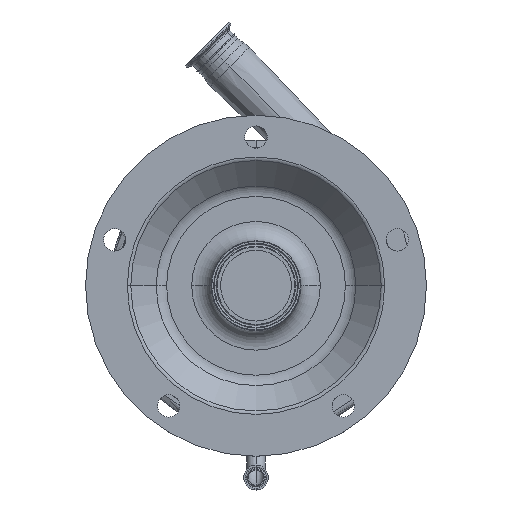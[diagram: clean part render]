
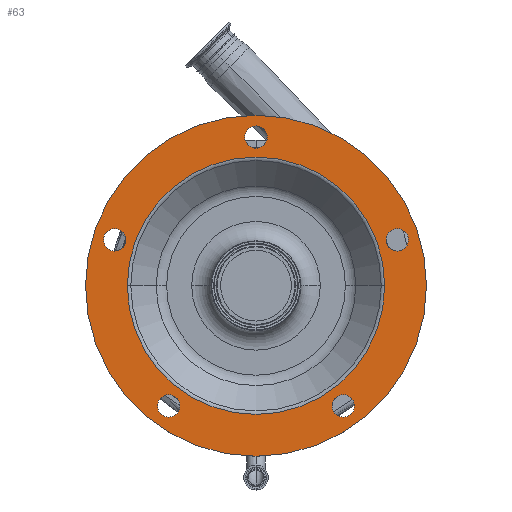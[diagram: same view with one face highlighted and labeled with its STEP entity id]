
A CAD part, top view. The second image highlights one B-rep face of the part: STEP entity #63.
In plain terms, the highlighted planar face has unit normal (0, 0, 1).
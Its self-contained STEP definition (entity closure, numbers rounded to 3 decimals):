
#63 = ADVANCED_FACE ( 'NONE', ( #11361, #950, #5047, #11105, #8146, #2036, #4032 ), #2866, .F. ) ;
#100 = DIRECTION ( 'NONE',  ( 0., 0., 1. ) ) ;
#146 = CARTESIAN_POINT ( 'NONE',  ( 145.036, 47.125, 266.5 ) ) ;
#228 = CARTESIAN_POINT ( 'NONE',  ( 132.071, 0., 266.5 ) ) ;
#229 = CARTESIAN_POINT ( 'NONE',  ( 0., 152.5, 266.5 ) ) ;
#241 = ORIENTED_EDGE ( 'NONE', *, *, #6713, .F. ) ;
#314 = ORIENTED_EDGE ( 'NONE', *, *, #12434, .T. ) ;
#382 = CARTESIAN_POINT ( 'NONE',  ( 175., 0., 266.5 ) ) ;
#485 = EDGE_LOOP ( 'NONE', ( #4380, #9527 ) ) ;
#564 = CARTESIAN_POINT ( 'NONE',  ( 101.137, -123.375, 266.5 ) ) ;
#576 = AXIS2_PLACEMENT_3D ( 'NONE', #6320, #8663, #3221 ) ;
#698 = ORIENTED_EDGE ( 'NONE', *, *, #9550, .F. ) ;
#747 = CIRCLE ( 'NONE', #6604, 175. ) ;
#861 = DIRECTION ( 'NONE',  ( -1., 0., 0. ) ) ;
#877 = DIRECTION ( 'NONE',  ( 0., 0., -1. ) ) ;
#950 = FACE_BOUND ( 'NONE', #7989, .T. ) ;
#990 = ORIENTED_EDGE ( 'NONE', *, *, #1413, .F. ) ;
#1006 = VERTEX_POINT ( 'NONE', #382 ) ;
#1021 = ORIENTED_EDGE ( 'NONE', *, *, #8825, .F. ) ;
#1183 = VERTEX_POINT ( 'NONE', #4401 ) ;
#1343 = CARTESIAN_POINT ( 'NONE',  ( 156.536, 47.125, 266.5 ) ) ;
#1413 = EDGE_CURVE ( 'NONE', #9264, #1183, #5721, .T. ) ;
#1527 = AXIS2_PLACEMENT_3D ( 'NONE', #3062, #11209, #1930 ) ;
#1574 = CARTESIAN_POINT ( 'NONE',  ( -89.637, -123.375, 266.5 ) ) ;
#1578 = DIRECTION ( 'NONE',  ( 0., 0., 1. ) ) ;
#1632 = VERTEX_POINT ( 'NONE', #12825 ) ;
#1878 = CARTESIAN_POINT ( 'NONE',  ( 0., 0., 266.5 ) ) ;
#1930 = DIRECTION ( 'NONE',  ( -1., 0., 0. ) ) ;
#1962 = EDGE_CURVE ( 'NONE', #1183, #9264, #12840, .T. ) ;
#2036 = FACE_OUTER_BOUND ( 'NONE', #3203, .T. ) ;
#2087 = DIRECTION ( 'NONE',  ( 0., 0., -1. ) ) ;
#2227 = DIRECTION ( 'NONE',  ( 0., 0., 1. ) ) ;
#2379 = EDGE_CURVE ( 'NONE', #13262, #11693, #7089, .T. ) ;
#2390 = AXIS2_PLACEMENT_3D ( 'NONE', #10099, #877, #3085 ) ;
#2550 = DIRECTION ( 'NONE',  ( 1., 0., 0. ) ) ;
#2561 = EDGE_CURVE ( 'NONE', #3730, #1632, #2765, .T. ) ;
#2752 = DIRECTION ( 'NONE',  ( 0., 0., 1. ) ) ;
#2765 = CIRCLE ( 'NONE', #10324, 11.5 ) ;
#2777 = ORIENTED_EDGE ( 'NONE', *, *, #2379, .F. ) ;
#2783 = AXIS2_PLACEMENT_3D ( 'NONE', #5838, #4977, #9142 ) ;
#2866 = PLANE ( 'NONE',  #2390 ) ;
#2991 = EDGE_CURVE ( 'NONE', #11693, #13262, #13261, .T. ) ;
#3010 = CARTESIAN_POINT ( 'NONE',  ( 89.637, -123.375, 266.5 ) ) ;
#3062 = CARTESIAN_POINT ( 'NONE',  ( 0., 0., 266.5 ) ) ;
#3085 = DIRECTION ( 'NONE',  ( -1., 0., 0. ) ) ;
#3203 = EDGE_LOOP ( 'NONE', ( #11621, #241 ) ) ;
#3213 = EDGE_LOOP ( 'NONE', ( #314, #3406 ) ) ;
#3221 = DIRECTION ( 'NONE',  ( 1., 0., 0. ) ) ;
#3245 = EDGE_CURVE ( 'NONE', #9388, #1006, #747, .T. ) ;
#3406 = ORIENTED_EDGE ( 'NONE', *, *, #9969, .T. ) ;
#3509 = EDGE_LOOP ( 'NONE', ( #10475, #9476 ) ) ;
#3567 = CIRCLE ( 'NONE', #10466, 11.5 ) ;
#3730 = VERTEX_POINT ( 'NONE', #564 ) ;
#3731 = CARTESIAN_POINT ( 'NONE',  ( -11.5, 152.5, 266.5 ) ) ;
#3974 = AXIS2_PLACEMENT_3D ( 'NONE', #3010, #9213, #11099 ) ;
#4032 = FACE_BOUND ( 'NONE', #6215, .T. ) ;
#4115 = ORIENTED_EDGE ( 'NONE', *, *, #2991, .F. ) ;
#4380 = ORIENTED_EDGE ( 'NONE', *, *, #2561, .F. ) ;
#4401 = CARTESIAN_POINT ( 'NONE',  ( -101.137, -123.375, 266.5 ) ) ;
#4563 = CARTESIAN_POINT ( 'NONE',  ( -132.071, 0., 266.5 ) ) ;
#4666 = VERTEX_POINT ( 'NONE', #7144 ) ;
#4977 = DIRECTION ( 'NONE',  ( 0., 0., -1. ) ) ;
#5013 = CARTESIAN_POINT ( 'NONE',  ( -133.536, 47.125, 266.5 ) ) ;
#5047 = FACE_BOUND ( 'NONE', #485, .T. ) ;
#5199 = VERTEX_POINT ( 'NONE', #228 ) ;
#5405 = CARTESIAN_POINT ( 'NONE',  ( -145.036, 47.125, 266.5 ) ) ;
#5721 = CIRCLE ( 'NONE', #12820, 11.5 ) ;
#5838 = CARTESIAN_POINT ( 'NONE',  ( 0., 0., 266.5 ) ) ;
#5862 = CIRCLE ( 'NONE', #10819, 11.5 ) ;
#6141 = DIRECTION ( 'NONE',  ( 0., 0., 1. ) ) ;
#6193 = DIRECTION ( 'NONE',  ( 1., 0., 0. ) ) ;
#6215 = EDGE_LOOP ( 'NONE', ( #2777, #4115 ) ) ;
#6320 = CARTESIAN_POINT ( 'NONE',  ( 0., 152.5, 266.5 ) ) ;
#6373 = DIRECTION ( 'NONE',  ( 1., 0., 0. ) ) ;
#6528 = EDGE_CURVE ( 'NONE', #12955, #10552, #7836, .T. ) ;
#6604 = AXIS2_PLACEMENT_3D ( 'NONE', #13246, #2087, #9068 ) ;
#6705 = ORIENTED_EDGE ( 'NONE', *, *, #1962, .F. ) ;
#6713 = EDGE_CURVE ( 'NONE', #1006, #9388, #12576, .T. ) ;
#7033 = DIRECTION ( 'NONE',  ( 0., 0., 1. ) ) ;
#7089 = CIRCLE ( 'NONE', #576, 11.5 ) ;
#7144 = CARTESIAN_POINT ( 'NONE',  ( 133.536, 47.125, 266.5 ) ) ;
#7201 = AXIS2_PLACEMENT_3D ( 'NONE', #1878, #10284, #861 ) ;
#7401 = CIRCLE ( 'NONE', #1527, 132.071 ) ;
#7504 = DIRECTION ( 'NONE',  ( 1., 0., 0. ) ) ;
#7560 = DIRECTION ( 'NONE',  ( 1., 0., 0. ) ) ;
#7753 = VERTEX_POINT ( 'NONE', #4563 ) ;
#7836 = CIRCLE ( 'NONE', #9759, 11.5 ) ;
#7989 = EDGE_LOOP ( 'NONE', ( #990, #6705 ) ) ;
#8084 = EDGE_LOOP ( 'NONE', ( #698, #1021 ) ) ;
#8146 = FACE_BOUND ( 'NONE', #3213, .T. ) ;
#8177 = DIRECTION ( 'NONE',  ( 1., 0., 0. ) ) ;
#8219 = DIRECTION ( 'NONE',  ( 1., 0., 0. ) ) ;
#8451 = VERTEX_POINT ( 'NONE', #1343 ) ;
#8663 = DIRECTION ( 'NONE',  ( 0., 0., 1. ) ) ;
#8825 = EDGE_CURVE ( 'NONE', #4666, #8451, #3567, .T. ) ;
#8962 = AXIS2_PLACEMENT_3D ( 'NONE', #1574, #2752, #12809 ) ;
#9068 = DIRECTION ( 'NONE',  ( -1., 0., 0. ) ) ;
#9142 = DIRECTION ( 'NONE',  ( -1., 0., 0. ) ) ;
#9213 = DIRECTION ( 'NONE',  ( 0., 0., 1. ) ) ;
#9264 = VERTEX_POINT ( 'NONE', #12493 ) ;
#9388 = VERTEX_POINT ( 'NONE', #10584 ) ;
#9476 = ORIENTED_EDGE ( 'NONE', *, *, #6528, .F. ) ;
#9527 = ORIENTED_EDGE ( 'NONE', *, *, #11339, .F. ) ;
#9550 = EDGE_CURVE ( 'NONE', #8451, #4666, #5862, .T. ) ;
#9759 = AXIS2_PLACEMENT_3D ( 'NONE', #10845, #11104, #6193 ) ;
#9969 = EDGE_CURVE ( 'NONE', #5199, #7753, #7401, .T. ) ;
#10099 = CARTESIAN_POINT ( 'NONE',  ( 0., 175., 266.5 ) ) ;
#10284 = DIRECTION ( 'NONE',  ( 0., 0., -1. ) ) ;
#10324 = AXIS2_PLACEMENT_3D ( 'NONE', #11478, #2227, #6373 ) ;
#10466 = AXIS2_PLACEMENT_3D ( 'NONE', #12345, #7033, #8177 ) ;
#10475 = ORIENTED_EDGE ( 'NONE', *, *, #12796, .F. ) ;
#10552 = VERTEX_POINT ( 'NONE', #5013 ) ;
#10584 = CARTESIAN_POINT ( 'NONE',  ( -175., 0., 266.5 ) ) ;
#10638 = CARTESIAN_POINT ( 'NONE',  ( 11.5, 152.5, 266.5 ) ) ;
#10819 = AXIS2_PLACEMENT_3D ( 'NONE', #146, #6141, #8219 ) ;
#10845 = CARTESIAN_POINT ( 'NONE',  ( -145.036, 47.125, 266.5 ) ) ;
#11099 = DIRECTION ( 'NONE',  ( 1., 0., 0. ) ) ;
#11104 = DIRECTION ( 'NONE',  ( 0., 0., 1. ) ) ;
#11105 = FACE_BOUND ( 'NONE', #8084, .T. ) ;
#11209 = DIRECTION ( 'NONE',  ( 0., 0., -1. ) ) ;
#11339 = EDGE_CURVE ( 'NONE', #1632, #3730, #12586, .T. ) ;
#11361 = FACE_BOUND ( 'NONE', #3509, .T. ) ;
#11478 = CARTESIAN_POINT ( 'NONE',  ( 89.637, -123.375, 266.5 ) ) ;
#11621 = ORIENTED_EDGE ( 'NONE', *, *, #3245, .F. ) ;
#11693 = VERTEX_POINT ( 'NONE', #3731 ) ;
#11793 = CARTESIAN_POINT ( 'NONE',  ( -89.637, -123.375, 266.5 ) ) ;
#12056 = CIRCLE ( 'NONE', #12266, 11.5 ) ;
#12192 = CARTESIAN_POINT ( 'NONE',  ( -156.536, 47.125, 266.5 ) ) ;
#12266 = AXIS2_PLACEMENT_3D ( 'NONE', #5405, #12545, #7560 ) ;
#12345 = CARTESIAN_POINT ( 'NONE',  ( 145.036, 47.125, 266.5 ) ) ;
#12434 = EDGE_CURVE ( 'NONE', #7753, #5199, #13333, .T. ) ;
#12493 = CARTESIAN_POINT ( 'NONE',  ( -78.137, -123.375, 266.5 ) ) ;
#12545 = DIRECTION ( 'NONE',  ( 0., 0., 1. ) ) ;
#12576 = CIRCLE ( 'NONE', #7201, 175. ) ;
#12586 = CIRCLE ( 'NONE', #3974, 11.5 ) ;
#12796 = EDGE_CURVE ( 'NONE', #10552, #12955, #12056, .T. ) ;
#12809 = DIRECTION ( 'NONE',  ( 1., 0., 0. ) ) ;
#12820 = AXIS2_PLACEMENT_3D ( 'NONE', #11793, #1578, #2550 ) ;
#12825 = CARTESIAN_POINT ( 'NONE',  ( 78.137, -123.375, 266.5 ) ) ;
#12837 = AXIS2_PLACEMENT_3D ( 'NONE', #229, #100, #7504 ) ;
#12840 = CIRCLE ( 'NONE', #8962, 11.5 ) ;
#12955 = VERTEX_POINT ( 'NONE', #12192 ) ;
#13246 = CARTESIAN_POINT ( 'NONE',  ( 0., 0., 266.5 ) ) ;
#13261 = CIRCLE ( 'NONE', #12837, 11.5 ) ;
#13262 = VERTEX_POINT ( 'NONE', #10638 ) ;
#13333 = CIRCLE ( 'NONE', #2783, 132.071 ) ;
